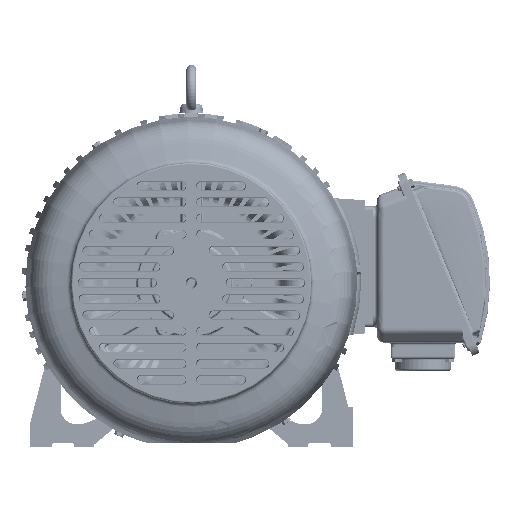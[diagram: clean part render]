
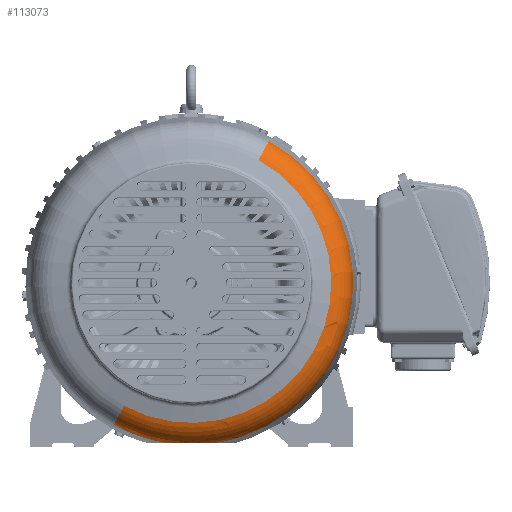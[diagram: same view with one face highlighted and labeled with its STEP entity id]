
A CAD part, front view. The second image highlights one B-rep face of the part: STEP entity #113073.
In plain terms, the highlighted toroidal (fillet/blend) face has major radius 163.789 mm and minor radius 37 mm.
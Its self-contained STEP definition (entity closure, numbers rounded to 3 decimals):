
#111132=CARTESIAN_POINT('Vertex',(-83.116,-344.471,-152.142)) ;
#111134=CARTESIAN_POINT('Vertex',(83.116,-344.471,152.142)) ;
#111154=CARTESIAN_POINT('Axis2P3D Location',(0.,-344.471,0.)) ;
#111246=CARTESIAN_POINT('Axis2P3D Location',(0.,-308.732,0.)) ;
#111255=CARTESIAN_POINT('Vertex',(-96.093,-313.852,-175.897)) ;
#111257=CARTESIAN_POINT('Vertex',(96.093,-313.852,175.897)) ;
#111260=CARTESIAN_POINT('Axis2P3D Location',(-78.525,-308.732,-143.738)) ;
#111265=CARTESIAN_POINT('Axis2P3D Location',(78.525,-308.732,143.738)) ;
#112895=CARTESIAN_POINT('Vertex',(-31.136,-313.852,-198.)) ;
#112934=CARTESIAN_POINT('Vertex',(31.136,-313.852,-198.)) ;
#112938=CARTESIAN_POINT('Control Point',(31.136,-313.852,-198.)) ;
#112939=CARTESIAN_POINT('Control Point',(30.257,-314.83,-198.)) ;
#112940=CARTESIAN_POINT('Control Point',(29.232,-315.698,-198.)) ;
#112941=CARTESIAN_POINT('Control Point',(28.122,-316.468,-198.)) ;
#112942=CARTESIAN_POINT('Control Point',(25.292,-318.139,-198.)) ;
#112943=CARTESIAN_POINT('Control Point',(22.212,-319.397,-198.)) ;
#112944=CARTESIAN_POINT('Control Point',(20.359,-320.025,-198.)) ;
#112945=CARTESIAN_POINT('Control Point',(15.98,-321.267,-198.)) ;
#112946=CARTESIAN_POINT('Control Point',(11.478,-322.064,-198.)) ;
#112947=CARTESIAN_POINT('Control Point',(8.902,-322.397,-198.)) ;
#112948=CARTESIAN_POINT('Control Point',(3.204,-322.89,-198.)) ;
#112949=CARTESIAN_POINT('Control Point',(-2.52,-322.874,-198.)) ;
#112950=CARTESIAN_POINT('Control Point',(-5.632,-322.721,-198.)) ;
#112951=CARTESIAN_POINT('Control Point',(-10.839,-322.212,-198.)) ;
#112952=CARTESIAN_POINT('Control Point',(-15.956,-321.21,-198.)) ;
#112953=CARTESIAN_POINT('Control Point',(-17.997,-320.718,-198.)) ;
#112954=CARTESIAN_POINT('Control Point',(-21.542,-319.676,-198.)) ;
#112955=CARTESIAN_POINT('Control Point',(-24.919,-318.246,-198.)) ;
#112956=CARTESIAN_POINT('Control Point',(-26.332,-317.547,-198.)) ;
#112957=CARTESIAN_POINT('Control Point',(-28.21,-316.44,-198.)) ;
#112958=CARTESIAN_POINT('Control Point',(-29.879,-315.095,-198.)) ;
#112959=CARTESIAN_POINT('Control Point',(-30.323,-314.702,-198.)) ;
#112960=CARTESIAN_POINT('Control Point',(-30.744,-314.288,-198.)) ;
#112961=CARTESIAN_POINT('Control Point',(-31.136,-313.852,-198.)) ;
#113009=CARTESIAN_POINT('Axis2P3D Location',(0.,-313.852,0.)) ;
#113013=CARTESIAN_POINT('Vertex',(-60.766,-313.852,-191.)) ;
#113016=CARTESIAN_POINT('Axis2P3D Location',(0.,-313.852,0.)) ;
#113037=CARTESIAN_POINT('Axis2P3D Location',(0.,-313.852,0.)) ;
#113041=CARTESIAN_POINT('Vertex',(60.766,-313.852,-191.)) ;
#113044=CARTESIAN_POINT('Axis2P3D Location',(0.,-313.852,0.)) ;
#111155=DIRECTION('Axis2P3D Direction',(0.,1.,0.)) ;
#111247=DIRECTION('Axis2P3D Direction',(0.,1.,0.)) ;
#111248=DIRECTION('Axis2P3D XDirection',(0.479,0.,0.878)) ;
#111261=DIRECTION('Axis2P3D Direction',(0.878,0.,-0.479)) ;
#111266=DIRECTION('Axis2P3D Direction',(-0.878,0.,0.479)) ;
#113010=DIRECTION('Axis2P3D Direction',(0.,1.,0.)) ;
#113017=DIRECTION('Axis2P3D Direction',(0.,1.,0.)) ;
#113038=DIRECTION('Axis2P3D Direction',(0.,1.,0.)) ;
#113045=DIRECTION('Axis2P3D Direction',(0.,1.,0.)) ;
#111156=AXIS2_PLACEMENT_3D('Circle Axis2P3D',#111154,#111155,$) ;
#111249=AXIS2_PLACEMENT_3D('Torus Axis2P3D',#111246,#111247,#111248) ;
#111262=AXIS2_PLACEMENT_3D('Circle Axis2P3D',#111260,#111261,$) ;
#111267=AXIS2_PLACEMENT_3D('Circle Axis2P3D',#111265,#111266,$) ;
#113011=AXIS2_PLACEMENT_3D('Circle Axis2P3D',#113009,#113010,$) ;
#113018=AXIS2_PLACEMENT_3D('Circle Axis2P3D',#113016,#113017,$) ;
#113039=AXIS2_PLACEMENT_3D('Circle Axis2P3D',#113037,#113038,$) ;
#113046=AXIS2_PLACEMENT_3D('Circle Axis2P3D',#113044,#113045,$) ;
#113064=ORIENTED_EDGE('',*,*,#113043,.F.) ;
#113065=ORIENTED_EDGE('',*,*,#111269,.T.) ;
#113066=ORIENTED_EDGE('',*,*,#111158,.T.) ;
#113067=ORIENTED_EDGE('',*,*,#111264,.F.) ;
#113068=ORIENTED_EDGE('',*,*,#113015,.F.) ;
#113069=ORIENTED_EDGE('',*,*,#113020,.F.) ;
#113070=ORIENTED_EDGE('',*,*,#112962,.F.) ;
#113071=ORIENTED_EDGE('',*,*,#113048,.F.) ;
#113073=ADVANCED_FACE('31407C383.1',(#113072),#111250,.T.) ;
#112937=B_SPLINE_CURVE_WITH_KNOTS('',5,(#112938,#112939,#112940,#112941,#112942,#112943,#112944,#112945,#112946,#112947,#112948,#112949,#112950,#112951,#112952,#112953,#112954,#112955,#112956,#112957,#112958,#112959,#112960,#112961),.UNSPECIFIED.,.F.,.U.,(6,3,3,3,3,3,3,6),(0.,8.955,21.762,38.638,58.858,72.544,82.93,86.922),.UNSPECIFIED.) ;
#111157=CIRCLE('generated circle',#111156,173.365) ;
#111263=CIRCLE('generated circle',#111262,37.) ;
#111268=CIRCLE('generated circle',#111267,37.) ;
#113012=CIRCLE('generated circle',#113011,200.433) ;
#113019=CIRCLE('generated circle',#113018,200.433) ;
#113040=CIRCLE('generated circle',#113039,200.433) ;
#113047=CIRCLE('generated circle',#113046,200.433) ;
#111250=TOROIDAL_SURFACE('homeo Torus',#111249,163.789,37.) ;
#111158=EDGE_CURVE('',#111135,#111133,#111157,.T.) ;
#111264=EDGE_CURVE('',#111256,#111133,#111263,.F.) ;
#111269=EDGE_CURVE('',#111258,#111135,#111268,.F.) ;
#112962=EDGE_CURVE('',#112935,#112896,#112937,.T.) ;
#113015=EDGE_CURVE('',#113014,#111256,#113012,.T.) ;
#113020=EDGE_CURVE('',#112896,#113014,#113019,.T.) ;
#113043=EDGE_CURVE('',#111258,#113042,#113040,.T.) ;
#113048=EDGE_CURVE('',#113042,#112935,#113047,.T.) ;
#113063=EDGE_LOOP('',(#113064,#113065,#113066,#113067,#113068,#113069,#113070,#113071)) ;
#113072=FACE_OUTER_BOUND('',#113063,.T.) ;
#111133=VERTEX_POINT('',#111132) ;
#111135=VERTEX_POINT('',#111134) ;
#111256=VERTEX_POINT('',#111255) ;
#111258=VERTEX_POINT('',#111257) ;
#112896=VERTEX_POINT('',#112895) ;
#112935=VERTEX_POINT('',#112934) ;
#113014=VERTEX_POINT('',#113013) ;
#113042=VERTEX_POINT('',#113041) ;
